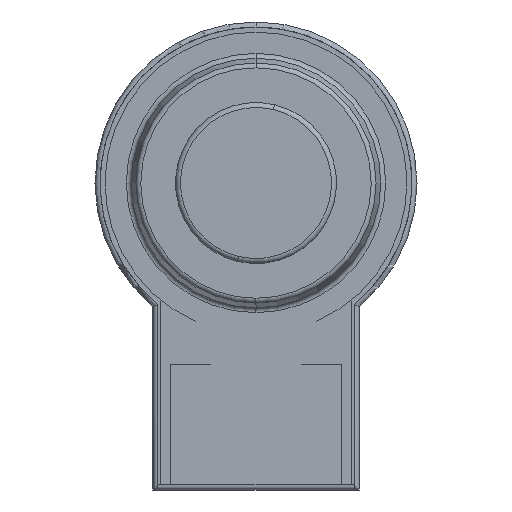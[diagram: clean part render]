
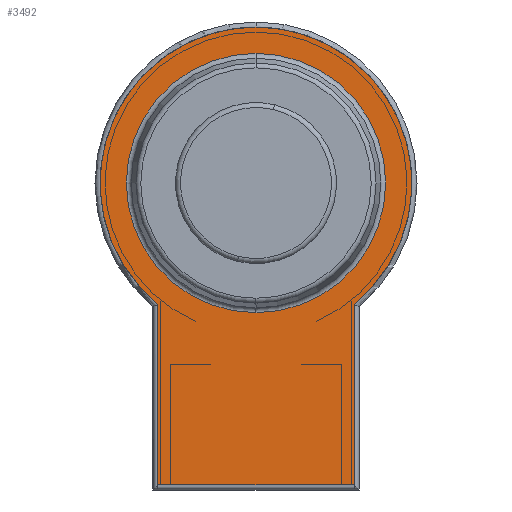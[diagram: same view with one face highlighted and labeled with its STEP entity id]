
A CAD part, front view. The second image highlights one B-rep face of the part: STEP entity #3492.
In plain terms, the highlighted planar face has unit normal (0, -1, 0).
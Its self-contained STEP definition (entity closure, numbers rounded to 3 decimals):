
#204 = VERTEX_POINT ( 'NONE', #6665 ) ;
#237 = ORIENTED_EDGE ( 'NONE', *, *, #3858, .T. ) ;
#598 = LINE ( 'NONE', #3424, #1419 ) ;
#692 = VECTOR ( 'NONE', #3907, 1000. ) ;
#743 = DIRECTION ( 'NONE',  ( 0., 0., 1. ) ) ;
#812 = EDGE_CURVE ( 'NONE', #4868, #2930, #6467, .T. ) ;
#1154 = CARTESIAN_POINT ( 'NONE',  ( -19.5, -266.5, 0. ) ) ;
#1355 = CARTESIAN_POINT ( 'NONE',  ( 0., -266.5, 60. ) ) ;
#1419 = VECTOR ( 'NONE', #7885, 1000. ) ;
#1747 = CIRCLE ( 'NONE', #3860, 25.767 ) ;
#1771 = LINE ( 'NONE', #4612, #692 ) ;
#1954 = CARTESIAN_POINT ( 'NONE',  ( 0., -266.5, 60. ) ) ;
#2186 = CIRCLE ( 'NONE', #3399, 25.767 ) ;
#2645 = VERTEX_POINT ( 'NONE', #3475 ) ;
#2861 = DIRECTION ( 'NONE',  ( 0., 1., 0. ) ) ;
#2930 = VERTEX_POINT ( 'NONE', #4942 ) ;
#3290 = ORIENTED_EDGE ( 'NONE', *, *, #5715, .T. ) ;
#3300 = ORIENTED_EDGE ( 'NONE', *, *, #812, .T. ) ;
#3314 = FACE_BOUND ( 'NONE', #4928, .T. ) ;
#3399 = AXIS2_PLACEMENT_3D ( 'NONE', #1355, #2861, #743 ) ;
#3424 = CARTESIAN_POINT ( 'NONE',  ( -19.5, -266.5, 60. ) ) ;
#3475 = CARTESIAN_POINT ( 'NONE',  ( 0., -266.5, 34.233 ) ) ;
#3492 = ADVANCED_FACE ( 'NONE', ( #9028, #3314 ), #6832, .T. ) ;
#3598 = VERTEX_POINT ( 'NONE', #7123 ) ;
#3607 = VERTEX_POINT ( 'NONE', #6412 ) ;
#3858 = EDGE_CURVE ( 'NONE', #6949, #3598, #1771, .T. ) ;
#3860 = AXIS2_PLACEMENT_3D ( 'NONE', #4472, #4420, #6010 ) ;
#3907 = DIRECTION ( 'NONE',  ( 1., 0., 0. ) ) ;
#3934 = DIRECTION ( 'NONE',  ( 0., -1., 0. ) ) ;
#4022 = DIRECTION ( 'NONE',  ( 0., 0., 1. ) ) ;
#4258 = ORIENTED_EDGE ( 'NONE', *, *, #8970, .T. ) ;
#4420 = DIRECTION ( 'NONE',  ( 0., 1., 0. ) ) ;
#4472 = CARTESIAN_POINT ( 'NONE',  ( 0., -266.5, 60. ) ) ;
#4612 = CARTESIAN_POINT ( 'NONE',  ( 0., -266.5, 0. ) ) ;
#4661 = DIRECTION ( 'NONE',  ( 0., -1., 0. ) ) ;
#4808 = DIRECTION ( 'NONE',  ( 0., 0., 1. ) ) ;
#4843 = LINE ( 'NONE', #8603, #8541 ) ;
#4850 = DIRECTION ( 'NONE',  ( 0., -1., 0. ) ) ;
#4868 = VERTEX_POINT ( 'NONE', #9020 ) ;
#4925 = EDGE_CURVE ( 'NONE', #3598, #3607, #4843, .T. ) ;
#4928 = EDGE_LOOP ( 'NONE', ( #5793, #6452 ) ) ;
#4942 = CARTESIAN_POINT ( 'NONE',  ( -19.5, -266.5, 35.901 ) ) ;
#5420 = CARTESIAN_POINT ( 'NONE',  ( 0., -266.5, 60. ) ) ;
#5715 = EDGE_CURVE ( 'NONE', #2930, #6949, #598, .T. ) ;
#5793 = ORIENTED_EDGE ( 'NONE', *, *, #7727, .T. ) ;
#6010 = DIRECTION ( 'NONE',  ( 0., 0., 1. ) ) ;
#6234 = DIRECTION ( 'NONE',  ( 0., 0., 1. ) ) ;
#6412 = CARTESIAN_POINT ( 'NONE',  ( 19.5, -266.5, 35.901 ) ) ;
#6452 = ORIENTED_EDGE ( 'NONE', *, *, #7514, .T. ) ;
#6467 = CIRCLE ( 'NONE', #8739, 31. ) ;
#6611 = AXIS2_PLACEMENT_3D ( 'NONE', #1954, #4850, #4808 ) ;
#6658 = ORIENTED_EDGE ( 'NONE', *, *, #4925, .T. ) ;
#6665 = CARTESIAN_POINT ( 'NONE',  ( 0., -266.5, 85.767 ) ) ;
#6832 = PLANE ( 'NONE',  #7341 ) ;
#6871 = CARTESIAN_POINT ( 'NONE',  ( 0., -266.5, 60. ) ) ;
#6949 = VERTEX_POINT ( 'NONE', #1154 ) ;
#7123 = CARTESIAN_POINT ( 'NONE',  ( 19.5, -266.5, 0. ) ) ;
#7341 = AXIS2_PLACEMENT_3D ( 'NONE', #5420, #4661, #6234 ) ;
#7369 = CIRCLE ( 'NONE', #6611, 31. ) ;
#7514 = EDGE_CURVE ( 'NONE', #2645, #204, #1747, .T. ) ;
#7727 = EDGE_CURVE ( 'NONE', #204, #2645, #2186, .T. ) ;
#7773 = DIRECTION ( 'NONE',  ( 0., 0., 1. ) ) ;
#7885 = DIRECTION ( 'NONE',  ( 0., 0., -1. ) ) ;
#8541 = VECTOR ( 'NONE', #7773, 1000. ) ;
#8603 = CARTESIAN_POINT ( 'NONE',  ( 19.5, -266.5, 60. ) ) ;
#8739 = AXIS2_PLACEMENT_3D ( 'NONE', #6871, #3934, #4022 ) ;
#8970 = EDGE_CURVE ( 'NONE', #3607, #4868, #7369, .T. ) ;
#9020 = CARTESIAN_POINT ( 'NONE',  ( 0., -266.5, 91. ) ) ;
#9028 = FACE_OUTER_BOUND ( 'NONE', #9263, .T. ) ;
#9263 = EDGE_LOOP ( 'NONE', ( #4258, #3300, #3290, #237, #6658 ) ) ;
